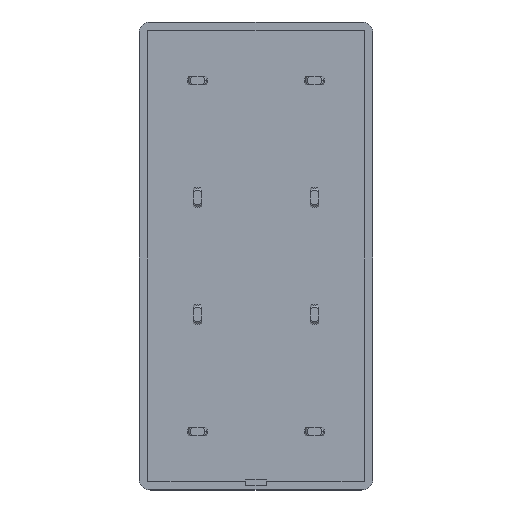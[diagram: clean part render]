
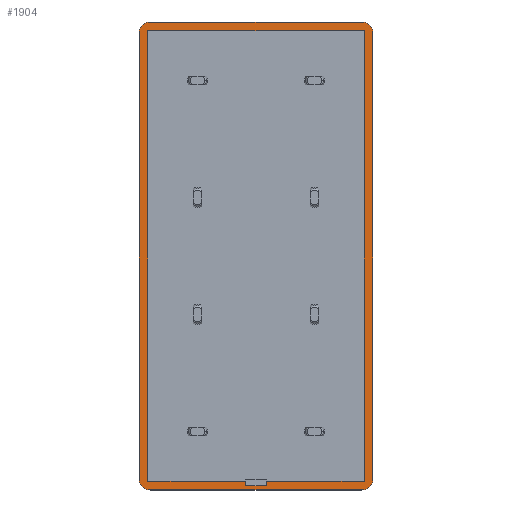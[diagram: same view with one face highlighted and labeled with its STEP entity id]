
A CAD part, top view. The second image highlights one B-rep face of the part: STEP entity #1904.
In plain terms, the highlighted planar face has unit normal (0, 0, 1).
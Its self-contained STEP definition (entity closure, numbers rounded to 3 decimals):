
#9 = AXIS2_PLACEMENT_3D ( 'NONE', #1534, #1532, #1528 ) ;
#11 = AXIS2_PLACEMENT_3D ( 'NONE', #3582, #3650, #3651 ) ;
#18 = AXIS2_PLACEMENT_3D ( 'NONE', #3605, #3608, #3609 ) ;
#20 = AXIS2_PLACEMENT_3D ( 'NONE', #3632, #3633, #3638 ) ;
#113 = CARTESIAN_POINT ( 'NONE',  ( -3.5, -77., 4. ) ) ;
#114 = CARTESIAN_POINT ( 'NONE',  ( -37., -77., 4. ) ) ;
#123 = CARTESIAN_POINT ( 'NONE',  ( 37., -77., 4. ) ) ;
#135 = CARTESIAN_POINT ( 'NONE',  ( -36., -80., 4. ) ) ;
#140 = CARTESIAN_POINT ( 'NONE',  ( -40., -76., 4. ) ) ;
#163 = CARTESIAN_POINT ( 'NONE',  ( -40., 76., 4. ) ) ;
#196 = CARTESIAN_POINT ( 'NONE',  ( 40., -76., 4. ) ) ;
#441 = DIRECTION ( 'NONE',  ( 1., 0., 0. ) ) ;
#454 = CARTESIAN_POINT ( 'NONE',  ( -37., -77., 4. ) ) ;
#458 = EDGE_CURVE ( 'NONE', #1196, #904, #3270, .T. ) ;
#602 = CARTESIAN_POINT ( 'NONE',  ( 37., 77., 4. ) ) ;
#604 = CARTESIAN_POINT ( 'NONE',  ( 3.5, -78.5, 4. ) ) ;
#605 = DIRECTION ( 'NONE',  ( 1., 0., 0. ) ) ;
#606 = CARTESIAN_POINT ( 'NONE',  ( -3.5, -78.5, 4. ) ) ;
#608 = CARTESIAN_POINT ( 'NONE',  ( 40., 76., 4. ) ) ;
#615 = CARTESIAN_POINT ( 'NONE',  ( 36., -80., 4. ) ) ;
#629 = CARTESIAN_POINT ( 'NONE',  ( -36., 80., 4. ) ) ;
#638 = CARTESIAN_POINT ( 'NONE',  ( 36., 80., 4. ) ) ;
#645 = CARTESIAN_POINT ( 'NONE',  ( -3.5, -78.5, 4. ) ) ;
#656 = CARTESIAN_POINT ( 'NONE',  ( 3.5, -77., 4. ) ) ;
#664 = DIRECTION ( 'NONE',  ( 1., 0., 0. ) ) ;
#670 = CARTESIAN_POINT ( 'NONE',  ( -37., -77., 4. ) ) ;
#740 = DIRECTION ( 'NONE',  ( 0., 1., 0. ) ) ;
#741 = CARTESIAN_POINT ( 'NONE',  ( 37., 77., 4. ) ) ;
#811 = VERTEX_POINT ( 'NONE', #196 ) ;
#847 = VERTEX_POINT ( 'NONE', #163 ) ;
#875 = VERTEX_POINT ( 'NONE', #135 ) ;
#899 = VERTEX_POINT ( 'NONE', #123 ) ;
#904 = VERTEX_POINT ( 'NONE', #113 ) ;
#936 = VERTEX_POINT ( 'NONE', #140 ) ;
#1196 = VERTEX_POINT ( 'NONE', #114 ) ;
#1264 = VERTEX_POINT ( 'NONE', #2952 ) ;
#1419 = CARTESIAN_POINT ( 'NONE',  ( -40., 76., 4. ) ) ;
#1424 = DIRECTION ( 'NONE',  ( 0., -1., 0. ) ) ;
#1427 = CARTESIAN_POINT ( 'NONE',  ( -3.5, -76.5, 4. ) ) ;
#1428 = DIRECTION ( 'NONE',  ( 0., -1., 0. ) ) ;
#1430 = DIRECTION ( 'NONE',  ( 0., -1., 0. ) ) ;
#1434 = DIRECTION ( 'NONE',  ( -1., 0., 0. ) ) ;
#1441 = CARTESIAN_POINT ( 'NONE',  ( -37., 77., 4. ) ) ;
#1486 = PLANE ( 'NONE',  #2061 ) ;
#1487 = DIRECTION ( 'NONE',  ( 1., 0., 0. ) ) ;
#1490 = CARTESIAN_POINT ( 'NONE',  ( -36., -76., 4. ) ) ;
#1506 = DIRECTION ( 'NONE',  ( 0., 0., 1. ) ) ;
#1515 = CARTESIAN_POINT ( 'NONE',  ( -37., 77., 4. ) ) ;
#1525 = DIRECTION ( 'NONE',  ( 0., 1., 0. ) ) ;
#1527 = CARTESIAN_POINT ( 'NONE',  ( 36., -80., 4. ) ) ;
#1528 = DIRECTION ( 'NONE',  ( 1., 0., 0. ) ) ;
#1532 = DIRECTION ( 'NONE',  ( 0., 0., 1. ) ) ;
#1534 = CARTESIAN_POINT ( 'NONE',  ( 36., -76., 4. ) ) ;
#1535 = CARTESIAN_POINT ( 'NONE',  ( 3.5, -76.5, 4. ) ) ;
#1538 = CARTESIAN_POINT ( 'NONE',  ( 40., 76., 4. ) ) ;
#1543 = DIRECTION ( 'NONE',  ( 0., 1., 0. ) ) ;
#1670 = DIRECTION ( 'NONE',  ( 1., 0., 0. ) ) ;
#1904 = ADVANCED_FACE ( 'NONE', ( #2636, #2644 ), #1486, .T. ) ;
#1925 = EDGE_CURVE ( 'NONE', #3326, #1264, #2606, .T. ) ;
#1926 = EDGE_CURVE ( 'NONE', #1264, #1196, #2607, .T. ) ;
#1927 = EDGE_CURVE ( 'NONE', #904, #3292, #2604, .T. ) ;
#1928 = EDGE_CURVE ( 'NONE', #847, #936, #2609, .T. ) ;
#1937 = EDGE_CURVE ( 'NONE', #3324, #3282, #2589, .T. ) ;
#1939 = EDGE_CURVE ( 'NONE', #3316, #811, #2584, .T. ) ;
#1942 = EDGE_CURVE ( 'NONE', #811, #3322, #2581, .T. ) ;
#1944 = EDGE_CURVE ( 'NONE', #875, #3316, #2579, .T. ) ;
#1950 = EDGE_CURVE ( 'NONE', #936, #875, #2564, .T. ) ;
#1962 = EDGE_CURVE ( 'NONE', #3322, #3297, #2547, .T. ) ;
#1964 = EDGE_CURVE ( 'NONE', #3297, #3304, #2555, .T. ) ;
#1967 = EDGE_CURVE ( 'NONE', #3304, #847, #2544, .T. ) ;
#2061 = AXIS2_PLACEMENT_3D ( 'NONE', #1490, #1506, #1487 ) ;
#2200 = EDGE_LOOP ( 'NONE', ( #2256, #2304, #2400, #2283, #2276, #2291, #2327, #2347 ) ) ;
#2216 = EDGE_LOOP ( 'NONE', ( #2346, #2382, #2286, #2325, #2287, #2311, #2262, #2320 ) ) ;
#2256 = ORIENTED_EDGE ( 'NONE', *, *, #1927, .F. ) ;
#2262 = ORIENTED_EDGE ( 'NONE', *, *, #1967, .T. ) ;
#2276 = ORIENTED_EDGE ( 'NONE', *, *, #2730, .F. ) ;
#2283 = ORIENTED_EDGE ( 'NONE', *, *, #1925, .F. ) ;
#2286 = ORIENTED_EDGE ( 'NONE', *, *, #1939, .T. ) ;
#2287 = ORIENTED_EDGE ( 'NONE', *, *, #1962, .T. ) ;
#2291 = ORIENTED_EDGE ( 'NONE', *, *, #2734, .F. ) ;
#2304 = ORIENTED_EDGE ( 'NONE', *, *, #458, .F. ) ;
#2311 = ORIENTED_EDGE ( 'NONE', *, *, #1964, .T. ) ;
#2320 = ORIENTED_EDGE ( 'NONE', *, *, #1928, .T. ) ;
#2325 = ORIENTED_EDGE ( 'NONE', *, *, #1942, .T. ) ;
#2327 = ORIENTED_EDGE ( 'NONE', *, *, #1937, .F. ) ;
#2346 = ORIENTED_EDGE ( 'NONE', *, *, #1950, .T. ) ;
#2347 = ORIENTED_EDGE ( 'NONE', *, *, #2740, .F. ) ;
#2382 = ORIENTED_EDGE ( 'NONE', *, *, #1944, .T. ) ;
#2400 = ORIENTED_EDGE ( 'NONE', *, *, #1926, .F. ) ;
#2402 = VECTOR ( 'NONE', #605, 1000. ) ;
#2405 = LINE ( 'NONE', #606, #2402 ) ;
#2413 = VECTOR ( 'NONE', #664, 1000. ) ;
#2416 = LINE ( 'NONE', #670, #2413 ) ;
#2419 = VECTOR ( 'NONE', #740, 1000. ) ;
#2422 = LINE ( 'NONE', #741, #2419 ) ;
#2541 = VECTOR ( 'NONE', #3612, 1000. ) ;
#2544 = CIRCLE ( 'NONE', #20, 4. ) ;
#2547 = CIRCLE ( 'NONE', #18, 4. ) ;
#2555 = LINE ( 'NONE', #3600, #2541 ) ;
#2564 = CIRCLE ( 'NONE', #11, 4. ) ;
#2572 = VECTOR ( 'NONE', #1670, 1000. ) ;
#2576 = VECTOR ( 'NONE', #1525, 1000. ) ;
#2579 = LINE ( 'NONE', #1527, #2572 ) ;
#2581 = LINE ( 'NONE', #1538, #2576 ) ;
#2584 = CIRCLE ( 'NONE', #9, 4. ) ;
#2585 = VECTOR ( 'NONE', #1543, 1000. ) ;
#2589 = LINE ( 'NONE', #1535, #2585 ) ;
#2599 = VECTOR ( 'NONE', #1430, 1000. ) ;
#2601 = VECTOR ( 'NONE', #1428, 1000. ) ;
#2603 = VECTOR ( 'NONE', #1424, 1000. ) ;
#2604 = LINE ( 'NONE', #1427, #2601 ) ;
#2605 = VECTOR ( 'NONE', #1434, 1000. ) ;
#2606 = LINE ( 'NONE', #1515, #2605 ) ;
#2607 = LINE ( 'NONE', #1441, #2603 ) ;
#2609 = LINE ( 'NONE', #1419, #2599 ) ;
#2636 = FACE_BOUND ( 'NONE', #2200, .T. ) ;
#2644 = FACE_OUTER_BOUND ( 'NONE', #2216, .T. ) ;
#2730 = EDGE_CURVE ( 'NONE', #899, #3326, #2422, .T. ) ;
#2734 = EDGE_CURVE ( 'NONE', #3282, #899, #2416, .T. ) ;
#2740 = EDGE_CURVE ( 'NONE', #3292, #3324, #2405, .T. ) ;
#2952 = CARTESIAN_POINT ( 'NONE',  ( -37., 77., 4. ) ) ;
#3266 = VECTOR ( 'NONE', #441, 1000. ) ;
#3270 = LINE ( 'NONE', #454, #3266 ) ;
#3282 = VERTEX_POINT ( 'NONE', #656 ) ;
#3292 = VERTEX_POINT ( 'NONE', #645 ) ;
#3297 = VERTEX_POINT ( 'NONE', #638 ) ;
#3304 = VERTEX_POINT ( 'NONE', #629 ) ;
#3316 = VERTEX_POINT ( 'NONE', #615 ) ;
#3322 = VERTEX_POINT ( 'NONE', #608 ) ;
#3324 = VERTEX_POINT ( 'NONE', #604 ) ;
#3326 = VERTEX_POINT ( 'NONE', #602 ) ;
#3582 = CARTESIAN_POINT ( 'NONE',  ( -36., -76., 4. ) ) ;
#3600 = CARTESIAN_POINT ( 'NONE',  ( 36., 80., 4. ) ) ;
#3605 = CARTESIAN_POINT ( 'NONE',  ( 36., 76., 4. ) ) ;
#3608 = DIRECTION ( 'NONE',  ( 0., 0., 1. ) ) ;
#3609 = DIRECTION ( 'NONE',  ( 1., 0., 0. ) ) ;
#3612 = DIRECTION ( 'NONE',  ( -1., 0., 0. ) ) ;
#3632 = CARTESIAN_POINT ( 'NONE',  ( -36., 76., 4. ) ) ;
#3633 = DIRECTION ( 'NONE',  ( 0., 0., 1. ) ) ;
#3638 = DIRECTION ( 'NONE',  ( 1., 0., 0. ) ) ;
#3650 = DIRECTION ( 'NONE',  ( 0., 0., 1. ) ) ;
#3651 = DIRECTION ( 'NONE',  ( 1., 0., 0. ) ) ;
